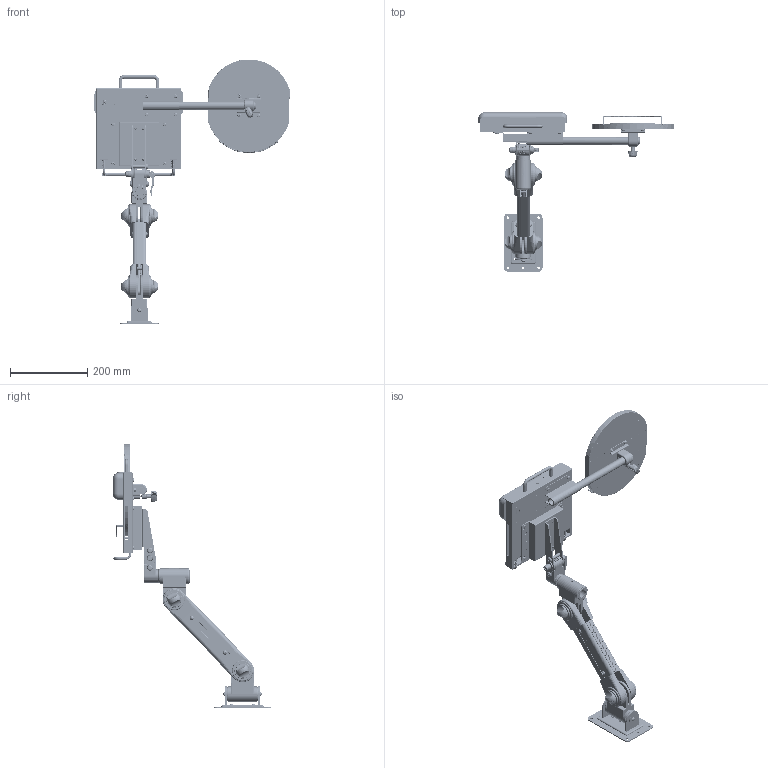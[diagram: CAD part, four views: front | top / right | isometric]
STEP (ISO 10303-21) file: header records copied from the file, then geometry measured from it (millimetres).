
FILE_DESCRIPTION (( 'STEP AP214' ), '1' );
FILE_NAME ('60219-17W.STEP', '2015-03-31T01:41:42', ( 'User' ), ( '' ), 'SwSTEP 2.0', 'SolidWorks 2012', '' );
FILE_SCHEMA (( 'AUTOMOTIVE_DESIGN' ));
Length unit declared in the file: millimetre
Products named in the file (71): 60219-17; 24-07Mpivot; 24-07M; P24-12-10a; P24-12-07; P24-12-16; D12.5d6.2t0.5; M6-12-Hexhead; M6 nut; P24-12-15; P24-12-14; P24-12-10c; P24-12-12; P24-12-06; P24-12-03; P24-12-09; P24-12-05P; 24-07; P24-12-13; P24-07-01; P24-07; P24-21-02; P24-06-16; P24-06-04; P24-06-03; P60606-18; P24-06-02; P24-06-01a; M4 -8-P24-12-11; 21-14; P21-00-15F; 21-01H2; P21-00-14; P21-00-12a; P21-00-27N; P21-00-27; P21-00-06d; P21-00-06b; P21-00-06a; P21-00-06c ...
Assembly tree (120 placements, depth 8):
  60219-17W
    25-12
      P25-12-18
      P25-12-19
      M6-8  x4
      P25-12-20
      D25d6.3t1.0  x2
    60219-17
      22-04
        P22-04-10  x2
        P22-00-08  x4
        P22-04-02L  x2
        P22-04-02R  x2
        P22-04-03
        P22-04-05
        P22-04-06
        P22-00-09N  x2
        P22-00-09S  x2
        P22-04-08
        P22-09-03N  x2
        Name plate
        P21-00-02N  x2
      24-07Mpivot
        21-14
          P21-14-01
          P21-14-06  x4
          P21-04-08_Default<機器加工>
          M4 x 0.7 nut P24-21-04  x4
          21-01H2
            P21-01-28H
            P21-00-07  x2
            P21-00-15M  x2
            P21-00-25  x2
            P21-00-02N
            Name plate
            P21-00-01
            P21-00-27N
              P21-00-06e
              P21-00-27
                P21-00-06c
                P21-00-06a
                P21-00-06b
                P21-00-06d
            P21-00-12a
            P21-00-14  x2
          P21-00-15F
          P21-00-15M
        M4 -8-P24-12-11  x4
        24-07M
          24-07
            P24-07
              P24-06-01a
              P24-06-02
              P60606-18  x2
              P24-06-03
              P24-06-04  x4
              M4 -8-P24-12-11  x6
              P24-06-16  x2
              P24-21-02
            P24-07-01
Bounding box: 505.53 x 411.67 x 686.14 mm (x, y, z)
Volume: 2254787.9 mm3; surface area: 1063347.4 mm2
Topology: 106 solids, 108 shells, 3785 faces, 9223 edges, 5778 vertices
Faces by surface type: plane 1530, cylinder 1280, torus 396, cone 348, bspline 182, sphere 49
Entity records: 111240 total; most frequent: CARTESIAN_POINT 35782, DIRECTION 13588, ORIENTED_EDGE 12773, EDGE_CURVE 6392, AXIS2_PLACEMENT_3D 5333, VERTEX_POINT 4009, EDGE_LOOP 3055, VECTOR 2922
